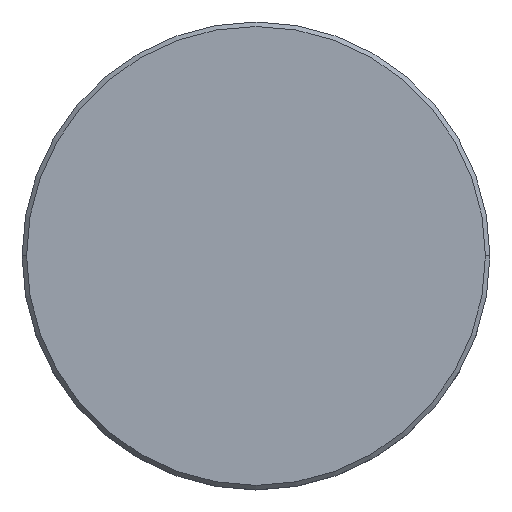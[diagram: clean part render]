
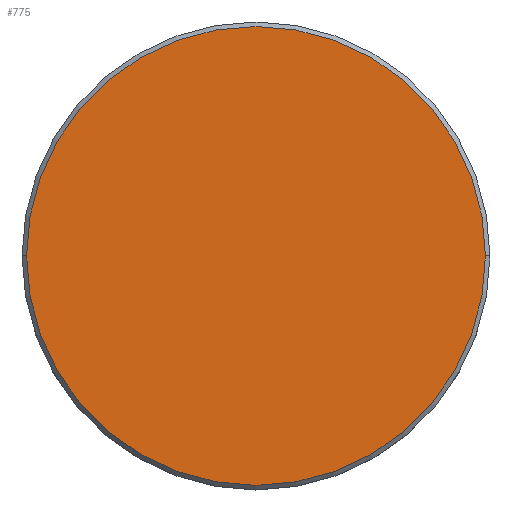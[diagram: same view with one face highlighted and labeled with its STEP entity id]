
A CAD part, top view. The second image highlights one B-rep face of the part: STEP entity #775.
In plain terms, the highlighted planar face has unit normal (0, 0, 1).
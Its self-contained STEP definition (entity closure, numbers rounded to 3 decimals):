
#31 = DIRECTION ( 'NONE',  ( 1., 0., 0. ) ) ;
#97 = AXIS2_PLACEMENT_3D ( 'NONE', #682, #256, #135 ) ;
#135 = DIRECTION ( 'NONE',  ( 1., 0., 0. ) ) ;
#184 = DIRECTION ( 'NONE',  ( 1., 0., 0. ) ) ;
#204 = ORIENTED_EDGE ( 'NONE', *, *, #840, .T. ) ;
#213 = CARTESIAN_POINT ( 'NONE',  ( 25.5, 0., 0. ) ) ;
#256 = DIRECTION ( 'NONE',  ( 0., 0., 1. ) ) ;
#312 = CARTESIAN_POINT ( 'NONE',  ( 0., 0., 0. ) ) ;
#358 = FACE_OUTER_BOUND ( 'NONE', #849, .T. ) ;
#410 = VERTEX_POINT ( 'NONE', #213 ) ;
#682 = CARTESIAN_POINT ( 'NONE',  ( 0., 0., 0. ) ) ;
#711 = DIRECTION ( 'NONE',  ( 0., 0., 1. ) ) ;
#760 = DIRECTION ( 'NONE',  ( 0., 0., 1. ) ) ;
#762 = AXIS2_PLACEMENT_3D ( 'NONE', #778, #760, #31 ) ;
#775 = ADVANCED_FACE ( 'NONE', ( #358 ), #1071, .T. ) ;
#778 = CARTESIAN_POINT ( 'NONE',  ( 0., 0., 0. ) ) ;
#810 = EDGE_CURVE ( 'NONE', #410, #950, #1027, .T. ) ;
#840 = EDGE_CURVE ( 'NONE', #950, #410, #882, .T. ) ;
#849 = EDGE_LOOP ( 'NONE', ( #204, #959 ) ) ;
#882 = CIRCLE ( 'NONE', #762, 25.5 ) ;
#950 = VERTEX_POINT ( 'NONE', #1161 ) ;
#959 = ORIENTED_EDGE ( 'NONE', *, *, #810, .T. ) ;
#1002 = AXIS2_PLACEMENT_3D ( 'NONE', #312, #711, #184 ) ;
#1027 = CIRCLE ( 'NONE', #97, 25.5 ) ;
#1071 = PLANE ( 'NONE',  #1002 ) ;
#1161 = CARTESIAN_POINT ( 'NONE',  ( -25.5, 0., 0. ) ) ;
